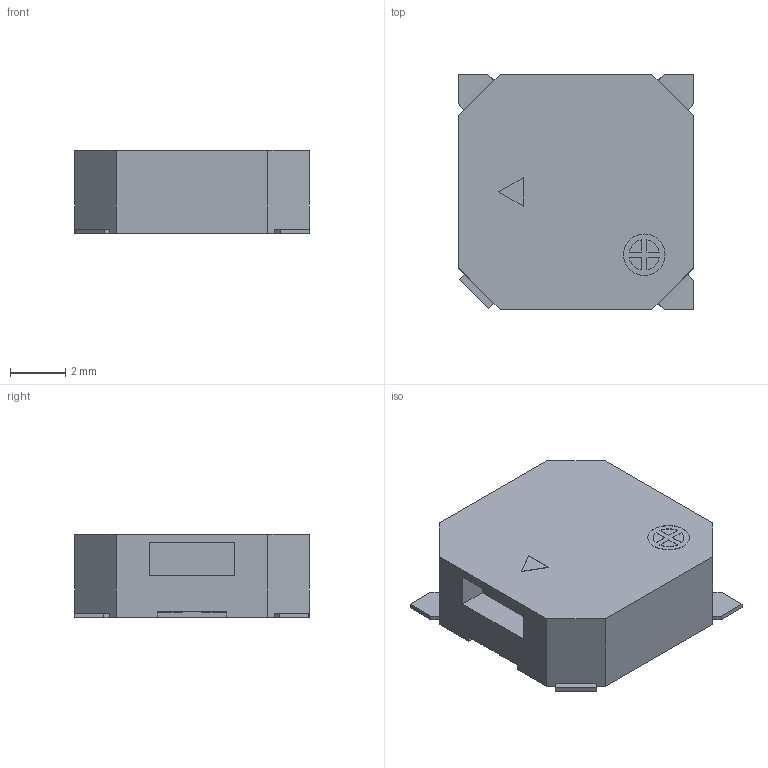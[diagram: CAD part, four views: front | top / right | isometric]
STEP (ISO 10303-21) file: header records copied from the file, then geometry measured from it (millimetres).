
FILE_DESCRIPTION(('FreeCAD Model'),'2;1');
FILE_NAME('Open CASCADE Shape Model','2022-03-08T19:46:36',(''),(''), 'Open CASCADE STEP processor 7.5','FreeCAD','Unknown');
FILE_SCHEMA(('AUTOMOTIVE_DESIGN { 1 0 10303 214 1 1 1 1 }'));
Length unit declared in the file: millimetre
Products named in the file (12): U1001; BUZ-SMD_4P-L8.5-W8.5_FUET-8530-05; COMPOUND085; COMPOUND076; COMPOUND077; COMPOUND078; COMPOUND079; COMPOUND080; COMPOUND081; COMPOUND082; COMPOUND083; COMPOUND084
Assembly tree (11 placements, depth 4):
  U1001
    BUZ-SMD_4P-L8.5-W8.5_FUET-8530-05
      COMPOUND085
        COMPOUND076
        COMPOUND077
        COMPOUND078
        COMPOUND079
        COMPOUND080
        COMPOUND081
        COMPOUND082
        COMPOUND083
        COMPOUND084
Bounding box: 8.5 x 8.5 x 3.01 mm (x, y, z)
Volume: 199.1 mm3; surface area: 259.3 mm2
Topology: 9 solids, 9 shells, 170 faces, 408 edges, 272 vertices
Faces by surface type: plane 146, bspline 14, cylinder 10
Entity records: 12191 total; most frequent: CARTESIAN_POINT 2932, DIRECTION 1490, LINE 1100, VECTOR 1100, ORIENTED_EDGE 816, PCURVE 816, DEFINITIONAL_REPRESENTATION 816, EDGE_CURVE 408
